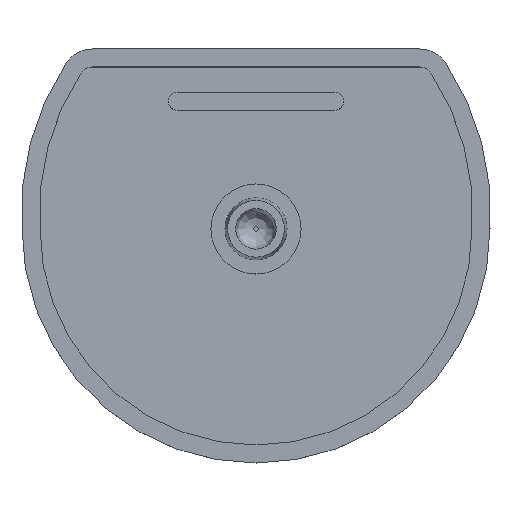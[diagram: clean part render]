
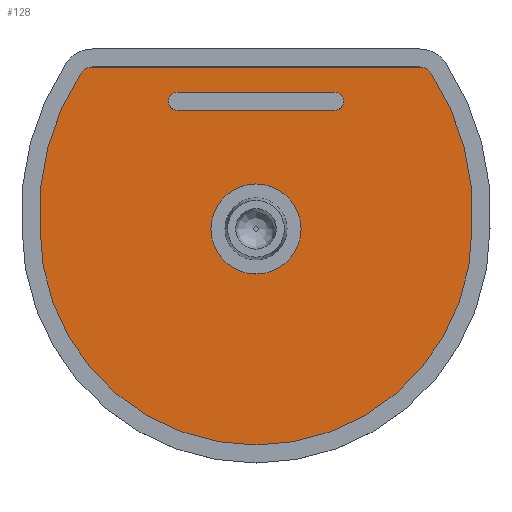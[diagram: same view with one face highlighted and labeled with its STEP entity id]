
A CAD part, top view. The second image highlights one B-rep face of the part: STEP entity #128.
In plain terms, the highlighted planar face has unit normal (0, 0, 1).
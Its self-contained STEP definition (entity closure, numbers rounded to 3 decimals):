
#128=ADVANCED_FACE('',(#193,#194,#195),#196,.T.);
#193=FACE_BOUND('',#299,.T.);
#194=FACE_BOUND('',#300,.T.);
#195=FACE_OUTER_BOUND('',#301,.T.);
#196=PLANE('',#302);
#299=EDGE_LOOP('',(#546));
#300=EDGE_LOOP('',(#547,#548,#549,#550));
#301=EDGE_LOOP('',(#551,#552,#553,#554,#555,#556));
#302=AXIS2_PLACEMENT_3D('',#557,#558,#559);
#546=ORIENTED_EDGE('',*,*,#674,.T.);
#547=ORIENTED_EDGE('',*,*,#684,.F.);
#548=ORIENTED_EDGE('',*,*,#682,.T.);
#549=ORIENTED_EDGE('',*,*,#675,.T.);
#550=ORIENTED_EDGE('',*,*,#685,.F.);
#551=ORIENTED_EDGE('',*,*,#672,.T.);
#552=ORIENTED_EDGE('',*,*,#673,.T.);
#553=ORIENTED_EDGE('',*,*,#665,.F.);
#554=ORIENTED_EDGE('',*,*,#668,.T.);
#555=ORIENTED_EDGE('',*,*,#657,.F.);
#556=ORIENTED_EDGE('',*,*,#670,.T.);
#557=CARTESIAN_POINT('',(-24.616,-27.732,-2.0));
#558=DIRECTION('',(0.0,0.0,1.0));
#559=DIRECTION('',(1.0,0.0,0.0));
#657=EDGE_CURVE('',#747,#749,#750,.T.);
#665=EDGE_CURVE('',#761,#763,#764,.T.);
#668=EDGE_CURVE('',#761,#749,#768,.T.);
#670=EDGE_CURVE('',#747,#769,#771,.F.);
#672=EDGE_CURVE('',#769,#772,#774,.F.);
#673=EDGE_CURVE('',#772,#763,#775,.F.);
#674=EDGE_CURVE('',#776,#776,#777,.T.);
#675=EDGE_CURVE('',#778,#779,#780,.T.);
#682=EDGE_CURVE('',#791,#778,#792,.T.);
#684=EDGE_CURVE('',#791,#794,#795,.T.);
#685=EDGE_CURVE('',#794,#779,#796,.F.);
#747=VERTEX_POINT('',#889);
#749=VERTEX_POINT('',#892);
#750=CIRCLE('',#893,1.5);
#761=VERTEX_POINT('',#906);
#763=VERTEX_POINT('',#909);
#764=CIRCLE('',#910,1.5);
#768=LINE('',#915,#916);
#769=VERTEX_POINT('',#917);
#771=CIRCLE('',#920,28.0);
#772=VERTEX_POINT('',#921);
#774=CIRCLE('',#924,24.0);
#775=CIRCLE('',#925,28.);
#776=VERTEX_POINT('',#926);
#777=CIRCLE('',#927,5.0);
#778=VERTEX_POINT('',#928);
#779=VERTEX_POINT('',#929);
#780=LINE('',#930,#931);
#791=VERTEX_POINT('',#946);
#792=CIRCLE('',#947,1.0);
#794=VERTEX_POINT('',#950);
#795=LINE('',#951,#952);
#796=CIRCLE('',#953,1.0);
#889=CARTESIAN_POINT('',(-19.441,17.325,-2.0));
#892=CARTESIAN_POINT('',(-18.189,18.0,-2.0));
#893=AXIS2_PLACEMENT_3D('',#1055,#1056,#1057);
#906=CARTESIAN_POINT('',(18.189,18.0,-2.0));
#909=CARTESIAN_POINT('',(19.441,17.325,-2.0));
#910=AXIS2_PLACEMENT_3D('',#1073,#1074,#1075);
#915=CARTESIAN_POINT('',(0.0,18.0,-2.0));
#916=VECTOR('',#1080,1.0);
#917=CARTESIAN_POINT('',(-24.,0.086,-2.0));
#920=AXIS2_PLACEMENT_3D('',#1082,#1083,#1084);
#921=CARTESIAN_POINT('',(24.,0.086,-2.0));
#924=AXIS2_PLACEMENT_3D('',#1086,#1087,#1088);
#925=AXIS2_PLACEMENT_3D('',#1089,#1090,#1091);
#926=CARTESIAN_POINT('',(0.0,5.,-2.0));
#927=AXIS2_PLACEMENT_3D('',#1092,#1093,#1094);
#928=CARTESIAN_POINT('',(8.75,13.2,-2.0));
#929=CARTESIAN_POINT('',(-8.75,13.2,-2.0));
#930=CARTESIAN_POINT('',(0.0,13.2,-2.0));
#931=VECTOR('',#1095,1.0);
#946=CARTESIAN_POINT('',(8.75,15.2,-2.0));
#947=AXIS2_PLACEMENT_3D('',#1106,#1107,#1108);
#950=CARTESIAN_POINT('',(-8.75,15.2,-2.0));
#951=CARTESIAN_POINT('',(0.0,15.2,-2.0));
#952=VECTOR('',#1110,1.0);
#953=AXIS2_PLACEMENT_3D('',#1111,#1112,#1113);
#1055=CARTESIAN_POINT('',(-18.189,16.5,-2.0));
#1056=DIRECTION('',(0.0,0.0,-1.0));
#1057=DIRECTION('',(-1.0,0.0,0.0));
#1073=CARTESIAN_POINT('',(18.189,16.5,-2.0));
#1074=DIRECTION('',(0.0,0.0,-1.0));
#1075=DIRECTION('',(-1.0,0.0,0.0));
#1080=DIRECTION('',(-1.0,0.0,0.0));
#1082=CARTESIAN_POINT('',(3.94,1.92,-2.0));
#1083=DIRECTION('',(0.0,0.0,-1.0));
#1084=DIRECTION('',(-1.0,0.0,0.0));
#1086=CARTESIAN_POINT('',(0.,0.,-2.0));
#1087=DIRECTION('',(0.0,0.0,-1.0));
#1088=DIRECTION('',(-1.0,0.0,0.0));
#1089=CARTESIAN_POINT('',(-3.94,1.92,-2.0));
#1090=DIRECTION('',(0.0,0.0,-1.0));
#1091=DIRECTION('',(-1.0,0.0,0.0));
#1092=CARTESIAN_POINT('',(0.0,0.,-2.0));
#1093=DIRECTION('',(0.0,0.,-1.0));
#1094=DIRECTION('',(0.0,1.0,0.));
#1095=DIRECTION('',(-1.0,0.0,0.0));
#1106=CARTESIAN_POINT('',(8.75,14.2,-2.0));
#1107=DIRECTION('',(0.0,0.0,-1.0));
#1108=DIRECTION('',(-1.0,0.0,0.0));
#1110=DIRECTION('',(-1.0,0.0,0.0));
#1111=CARTESIAN_POINT('',(-8.75,14.2,-2.0));
#1112=DIRECTION('',(0.0,0.0,-1.0));
#1113=DIRECTION('',(-1.0,0.0,0.0));
